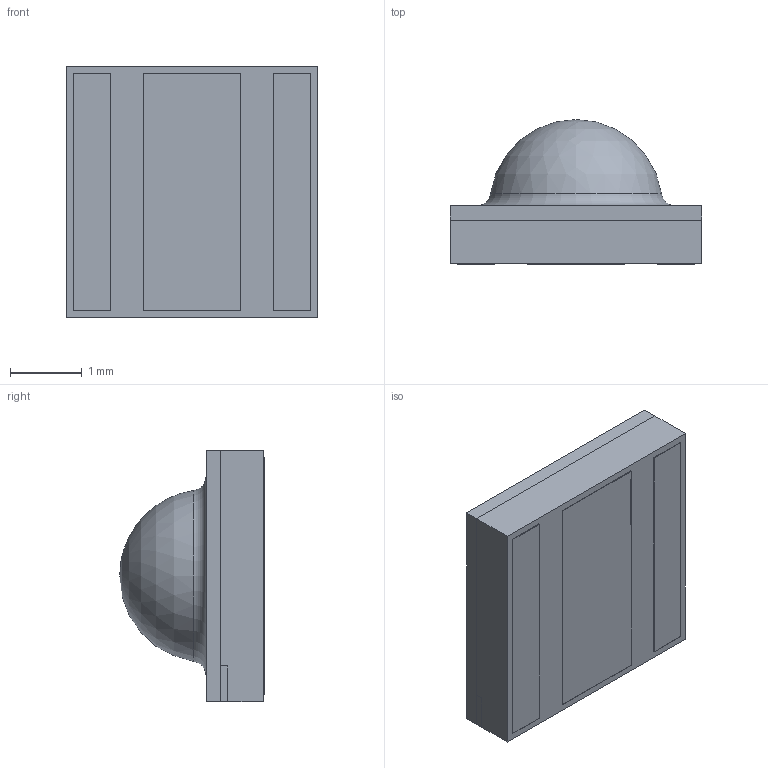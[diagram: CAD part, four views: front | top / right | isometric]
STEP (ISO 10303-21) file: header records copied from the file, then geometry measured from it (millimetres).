
FILE_DESCRIPTION(/* description */ (''),/* implementation_level */ '2;1');
FILE_NAME(/* name */ 'BWIR-35C2O48.step',/* time_stamp */ '2021-10-10T13:54:27-04:00',/* author */ (''),/* organization */ (''),/* preprocessor_version */ 'ST-DEVELOPER v18.1',/* originating_system */ 'Autodesk Translation Framework v10.10.0.1391',/* authorisation */ '');
FILE_SCHEMA (('AUTOMOTIVE_DESIGN { 1 0 10303 214 3 1 1 }'));
Length unit declared in the file: millimetre
Products named in the file (7): BWIR-35C2O48; Base; Top; Corn; LED; Wires; Pads
Assembly tree (6 placements, depth 2):
  BWIR-35C2O48
    Base
    Top
    Corn
    LED
    Wires
    Pads
Bounding box: 3.5 x 2.01 x 3.5 mm (x, y, z)
Volume: 13.6 mm3; surface area: 84.2 mm2
Topology: 10 solids, 10 shells, 124 faces, 305 edges, 203 vertices
Faces by surface type: plane 116, cylinder 4, bspline 2, torus 1, sphere 1
Entity records: 4021 total; most frequent: CARTESIAN_POINT 809, ORIENTED_EDGE 608, DIRECTION 590, EDGE_CURVE 304, LINE 286, VECTOR 286, VERTEX_POINT 203, AXIS2_PLACEMENT_3D 152
